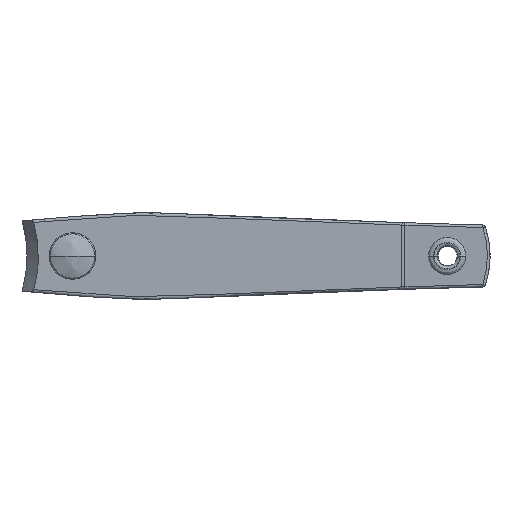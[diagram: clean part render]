
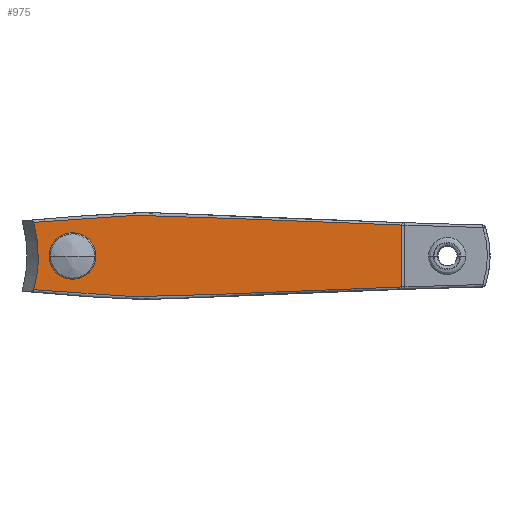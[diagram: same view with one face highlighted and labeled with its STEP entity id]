
A CAD part, front view. The second image highlights one B-rep face of the part: STEP entity #975.
In plain terms, the highlighted free-form (B-spline) face has degree [1, 1] with [2, 2] control points.
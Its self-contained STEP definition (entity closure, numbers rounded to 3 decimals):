
#762 = VERTEX_POINT('',#763);
#763 = CARTESIAN_POINT('',(11.089,0.,-3.253));
#768 = EDGE_CURVE('',#762,#769,#771,.T.);
#769 = VERTEX_POINT('',#770);
#770 = CARTESIAN_POINT('',(11.089,0.,3.253));
#771 = ( BOUNDED_CURVE() B_SPLINE_CURVE(2,(#772,#773,#774,#775,#776),
.UNSPECIFIED.,.F.,.F.) B_SPLINE_CURVE_WITH_KNOTS((3,2,3),(3.142,
4.712,6.283),.PIECEWISE_BEZIER_KNOTS.) CURVE() 
GEOMETRIC_REPRESENTATION_ITEM() RATIONAL_B_SPLINE_CURVE((1.,
0.707,1.,0.707,1.)) REPRESENTATION_ITEM('') );
#772 = CARTESIAN_POINT('',(11.089,0.,-3.253));
#773 = CARTESIAN_POINT('',(7.836,0.,-3.253));
#774 = CARTESIAN_POINT('',(7.836,0.,0.));
#775 = CARTESIAN_POINT('',(7.836,0.,3.253));
#776 = CARTESIAN_POINT('',(11.089,0.,3.253));
#975 = ADVANCED_FACE('',(#976,#1050),#1061,.F.);
#976 = FACE_BOUND('',#977,.T.);
#977 = EDGE_LOOP('',(#978,#987,#996,#1015,#1024,#1043));
#978 = ORIENTED_EDGE('',*,*,#979,.T.);
#979 = EDGE_CURVE('',#980,#982,#984,.T.);
#980 = VERTEX_POINT('',#981);
#981 = CARTESIAN_POINT('',(89.82,0.,-7.373));
#982 = VERTEX_POINT('',#983);
#983 = CARTESIAN_POINT('',(89.82,0.,7.373));
#984 = B_SPLINE_CURVE_WITH_KNOTS('',1,(#985,#986),.UNSPECIFIED.,.F.,.F.,
  (2,2),(-9.981,-0.008),.PIECEWISE_BEZIER_KNOTS.);
#985 = CARTESIAN_POINT('',(89.82,0.,-7.373));
#986 = CARTESIAN_POINT('',(89.82,0.,7.373));
#987 = ORIENTED_EDGE('',*,*,#988,.T.);
#988 = EDGE_CURVE('',#982,#989,#991,.T.);
#989 = VERTEX_POINT('',#990);
#990 = CARTESIAN_POINT('',(89.82,0.,7.397));
#991 = B_SPLINE_CURVE_WITH_KNOTS('',3,(#992,#993,#994,#995),
  .UNSPECIFIED.,.F.,.F.,(4,4),(0.,0.),
  .PIECEWISE_BEZIER_KNOTS.);
#992 = CARTESIAN_POINT('',(89.82,0.,7.373));
#993 = CARTESIAN_POINT('',(89.82,0.,7.381));
#994 = CARTESIAN_POINT('',(89.82,0.,7.389));
#995 = CARTESIAN_POINT('',(89.82,0.,7.397));
#996 = ORIENTED_EDGE('',*,*,#997,.T.);
#997 = EDGE_CURVE('',#989,#998,#1000,.T.);
#998 = VERTEX_POINT('',#999);
#999 = CARTESIAN_POINT('',(1.8,0.,8.046));
#1000 = B_SPLINE_CURVE_WITH_KNOTS('',3,(#1001,#1002,#1003,#1004,#1005,
    #1006,#1007,#1008,#1009,#1010,#1011,#1012,#1013,#1014),
  .UNSPECIFIED.,.F.,.F.,(4,2,2,2,2,2,4),(0.,
    0.03,0.038,0.041,
    0.045,0.052,0.06),
  .UNSPECIFIED.);
#1001 = CARTESIAN_POINT('',(89.82,0.,7.397));
#1002 = CARTESIAN_POINT('',(75.14,0.,7.86));
#1003 = CARTESIAN_POINT('',(60.463,0.,8.397));
#1004 = CARTESIAN_POINT('',(42.128,0.,9.359));
#1005 = CARTESIAN_POINT('',(38.461,0.,9.562));
#1006 = CARTESIAN_POINT('',(32.961,0.,9.729));
#1007 = CARTESIAN_POINT('',(31.127,0.,9.761));
#1008 = CARTESIAN_POINT('',(27.46,0.,9.754));
#1009 = CARTESIAN_POINT('',(25.626,0.,9.716));
#1010 = CARTESIAN_POINT('',(20.124,0.,9.518));
#1011 = CARTESIAN_POINT('',(16.455,0.,9.276));
#1012 = CARTESIAN_POINT('',(9.124,0.,8.7));
#1013 = CARTESIAN_POINT('',(5.463,0.,8.365));
#1014 = CARTESIAN_POINT('',(1.8,0.,8.046));
#1015 = ORIENTED_EDGE('',*,*,#1016,.T.);
#1016 = EDGE_CURVE('',#998,#1017,#1019,.T.);
#1017 = VERTEX_POINT('',#1018);
#1018 = CARTESIAN_POINT('',(1.8,0.,-8.046));
#1019 = ( BOUNDED_CURVE() B_SPLINE_CURVE(3,(#1020,#1021,#1022,#1023),
.UNSPECIFIED.,.F.,.F.) B_SPLINE_CURVE_WITH_KNOTS((4,4),(2.922,
3.361),.PIECEWISE_BEZIER_KNOTS.) CURVE() 
GEOMETRIC_REPRESENTATION_ITEM() RATIONAL_B_SPLINE_CURVE((1.,
0.984,0.984,1.)) REPRESENTATION_ITEM('') );
#1020 = CARTESIAN_POINT('',(1.8,0.,8.046));
#1021 = CARTESIAN_POINT('',(3.349,0.,2.725));
#1022 = CARTESIAN_POINT('',(3.349,0.,-2.725));
#1023 = CARTESIAN_POINT('',(1.8,0.,-8.046));
#1024 = ORIENTED_EDGE('',*,*,#1025,.T.);
#1025 = EDGE_CURVE('',#1017,#1026,#1028,.T.);
#1026 = VERTEX_POINT('',#1027);
#1027 = CARTESIAN_POINT('',(89.82,0.,-7.397));
#1028 = B_SPLINE_CURVE_WITH_KNOTS('',3,(#1029,#1030,#1031,#1032,#1033,
    #1034,#1035,#1036,#1037,#1038,#1039,#1040,#1041,#1042),
  .UNSPECIFIED.,.F.,.F.,(4,2,2,2,2,2,4),(0.,
    0.007,0.015,0.019,
    0.022,0.03,0.06),
  .UNSPECIFIED.);
#1029 = CARTESIAN_POINT('',(1.8,0.,-8.046));
#1030 = CARTESIAN_POINT('',(5.463,0.,-8.365));
#1031 = CARTESIAN_POINT('',(9.124,0.,-8.7));
#1032 = CARTESIAN_POINT('',(16.455,0.,-9.276));
#1033 = CARTESIAN_POINT('',(20.124,0.,-9.518));
#1034 = CARTESIAN_POINT('',(25.626,0.,-9.716));
#1035 = CARTESIAN_POINT('',(27.46,0.,-9.754));
#1036 = CARTESIAN_POINT('',(31.127,0.,-9.761));
#1037 = CARTESIAN_POINT('',(32.961,0.,-9.729));
#1038 = CARTESIAN_POINT('',(38.461,0.,-9.562));
#1039 = CARTESIAN_POINT('',(42.128,0.,-9.359));
#1040 = CARTESIAN_POINT('',(60.463,0.,-8.397));
#1041 = CARTESIAN_POINT('',(75.14,0.,-7.86));
#1042 = CARTESIAN_POINT('',(89.82,0.,-7.397));
#1043 = ORIENTED_EDGE('',*,*,#1044,.T.);
#1044 = EDGE_CURVE('',#1026,#980,#1045,.T.);
#1045 = B_SPLINE_CURVE_WITH_KNOTS('',3,(#1046,#1047,#1048,#1049),
  .UNSPECIFIED.,.F.,.F.,(4,4),(0.,0.),
  .PIECEWISE_BEZIER_KNOTS.);
#1046 = CARTESIAN_POINT('',(89.82,0.,-7.397));
#1047 = CARTESIAN_POINT('',(89.82,0.,-7.389));
#1048 = CARTESIAN_POINT('',(89.82,0.,-7.381));
#1049 = CARTESIAN_POINT('',(89.82,0.,-7.373));
#1050 = FACE_BOUND('',#1051,.T.);
#1051 = EDGE_LOOP('',(#1052,#1053));
#1052 = ORIENTED_EDGE('',*,*,#768,.T.);
#1053 = ORIENTED_EDGE('',*,*,#1054,.T.);
#1054 = EDGE_CURVE('',#769,#762,#1055,.T.);
#1055 = ( BOUNDED_CURVE() B_SPLINE_CURVE(2,(#1056,#1057,#1058,#1059,
#1060),.UNSPECIFIED.,.F.,.F.) B_SPLINE_CURVE_WITH_KNOTS((3,2,3),(0.,
1.571,3.142),.PIECEWISE_BEZIER_KNOTS.) CURVE() 
GEOMETRIC_REPRESENTATION_ITEM() RATIONAL_B_SPLINE_CURVE((1.,
0.707,1.,0.707,1.)) REPRESENTATION_ITEM('') );
#1056 = CARTESIAN_POINT('',(11.089,0.,3.253));
#1057 = CARTESIAN_POINT('',(14.342,0.,3.253));
#1058 = CARTESIAN_POINT('',(14.342,0.,0.));
#1059 = CARTESIAN_POINT('',(14.342,0.,-3.253));
#1060 = CARTESIAN_POINT('',(11.089,0.,-3.253));
#1061 = B_SPLINE_SURFACE_WITH_KNOTS('',1,1,(
    (#1062,#1063)
    ,(#1064,#1065
    )),.UNSPECIFIED.,.F.,.F.,.F.,(2,2),(2,2),(-16.602,
    -3.398),(3.717,63.25),
  .PIECEWISE_BEZIER_KNOTS.);
#1062 = CARTESIAN_POINT('',(1.8,0.,-9.761));
#1063 = CARTESIAN_POINT('',(89.82,0.,-9.761));
#1064 = CARTESIAN_POINT('',(1.8,0.,9.761));
#1065 = CARTESIAN_POINT('',(89.82,0.,9.761));
